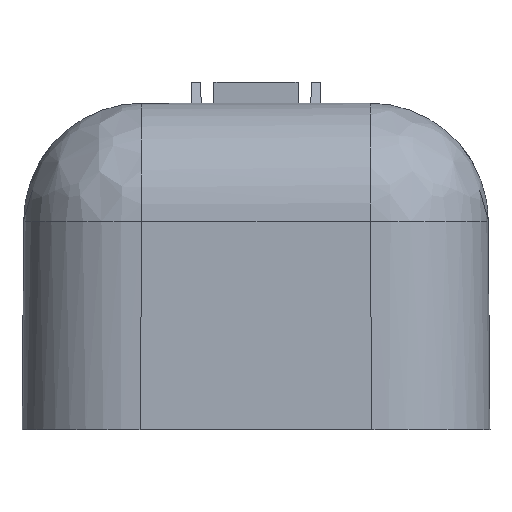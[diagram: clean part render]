
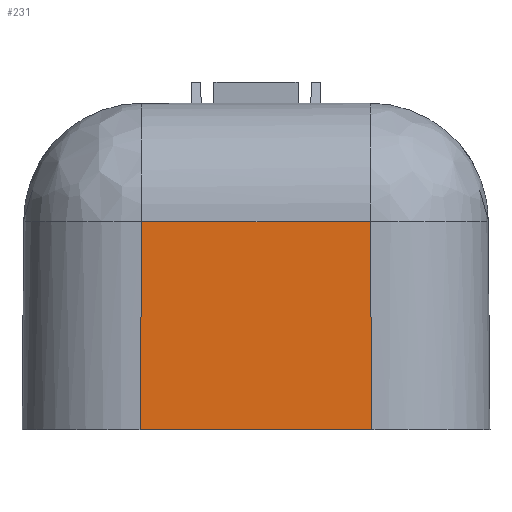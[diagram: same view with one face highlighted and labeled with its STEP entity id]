
A CAD part, left-side view. The second image highlights one B-rep face of the part: STEP entity #231.
In plain terms, the highlighted planar face has unit normal (-1, 0, 0.009).
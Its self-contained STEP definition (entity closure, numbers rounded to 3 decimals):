
#231=ADVANCED_FACE('',(#563),#413,.T.);
#413=PLANE('',#3932);
#563=FACE_OUTER_BOUND('',#753,.T.);
#753=EDGE_LOOP('',(#1267,#1268,#1269,#1270));
#1267=ORIENTED_EDGE('',*,*,#2681,.T.);
#1268=ORIENTED_EDGE('',*,*,#2682,.T.);
#1269=ORIENTED_EDGE('',*,*,#2620,.F.);
#1270=ORIENTED_EDGE('',*,*,#2683,.T.);
#2230=VERTEX_POINT('',#5628);
#2231=VERTEX_POINT('',#5630);
#2272=VERTEX_POINT('',#5743);
#2273=VERTEX_POINT('',#5744);
#2620=EDGE_CURVE('',#2230,#2231,#3109,.T.);
#2681=EDGE_CURVE('',#2272,#2273,#3151,.T.);
#2682=EDGE_CURVE('',#2273,#2231,#3152,.T.);
#2683=EDGE_CURVE('',#2230,#2272,#3153,.T.);
#3109=LINE('',#5629,#3551);
#3151=LINE('',#5742,#3593);
#3152=LINE('',#5745,#3594);
#3153=LINE('',#5746,#3595);
#3551=VECTOR('',#4472,1.);
#3593=VECTOR('',#4574,1.);
#3594=VECTOR('',#4575,1.);
#3595=VECTOR('',#4576,1.);
#3932=AXIS2_PLACEMENT_3D('',#5747,#4577,#4578);
#4472=DIRECTION('',(0.,1.,0.));
#4574=DIRECTION('',(0.,1.,0.));
#4575=DIRECTION('',(-0.009,0.009,-1.));
#4576=DIRECTION('',(0.009,0.009,1.));
#4577=DIRECTION('',(-1.,0.,0.009));
#4578=DIRECTION('',(0.009,0.,1.));
#5628=CARTESIAN_POINT('',(-77.714,-13.757,-0.75));
#5629=CARTESIAN_POINT('',(-77.714,-26.,-0.75));
#5630=CARTESIAN_POINT('',(-77.714,13.757,-0.75));
#5742=CARTESIAN_POINT('',(-77.499,-26.,23.923));
#5743=CARTESIAN_POINT('',(-77.499,-13.542,23.923));
#5744=CARTESIAN_POINT('',(-77.499,13.542,23.923));
#5745=CARTESIAN_POINT('',(-77.717,13.76,-1.122));
#5746=CARTESIAN_POINT('',(-77.501,-13.543,23.801));
#5747=CARTESIAN_POINT('',(-77.716,-26.,-1.));
